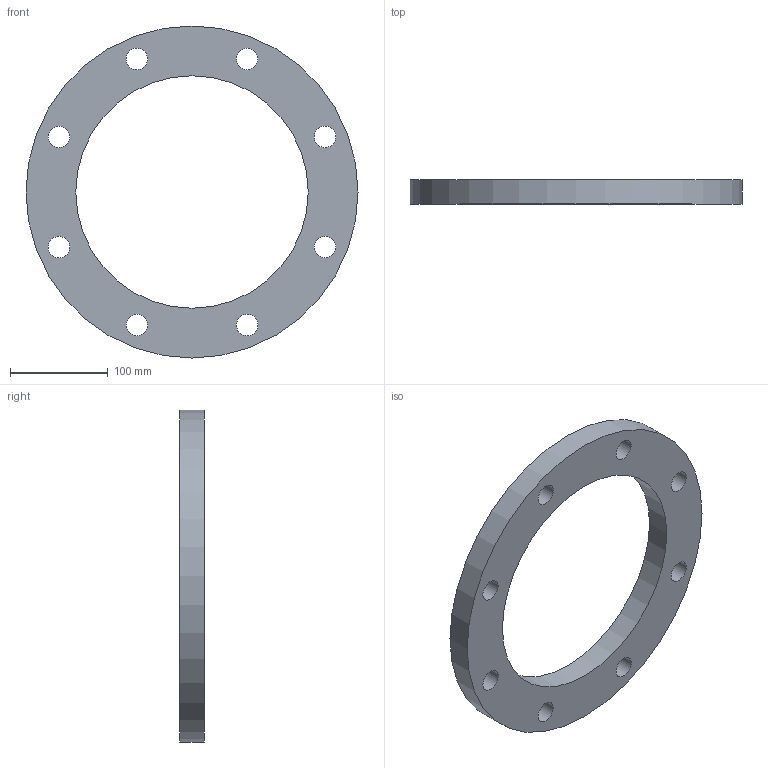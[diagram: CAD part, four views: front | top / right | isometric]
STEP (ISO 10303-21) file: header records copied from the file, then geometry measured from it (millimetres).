
FILE_DESCRIPTION(/* description */ ('PP/Steel loose Flange acc. EN1092-2 PN10/16, Ø225/DN200'),/* implementation_level */ '2;1');
FILE_NAME(/* name */ 'ODS225', /* time_stamp */ '2021-10-25T13:56:52+02:00',/* author */ ('COAB Solutions'),/* organization */ ('GPA Flowsystem'),/* preprocessor_version */ '',/* originating_system */ 'www.coabsolutions.com',/* authorisation */ '');
FILE_SCHEMA (('AUTOMOTIVE_DESIGN { 1 0 10303 214 3 1 1 }'));
Length unit declared in the file: millimetre
Products named in the file (1): ODS225
Bounding box: 340 x 25 x 340 mm (x, y, z)
Volume: 1081571.8 mm3; surface area: 145744.8 mm2
Topology: 1 solids, 1 shells, 12 faces, 30 edges, 20 vertices
Faces by surface type: cylinder 10, plane 2
Full cylindrical faces by diameter (mm): 22 x8, 238 x1, 340 x1
Entity records: 451 total; most frequent: DIRECTION 76, CARTESIAN_POINT 63, ORIENTED_EDGE 60, AXIS2_PLACEMENT_3D 33, EDGE_LOOP 30, EDGE_CURVE 30, CIRCLE 20, VERTEX_POINT 20
